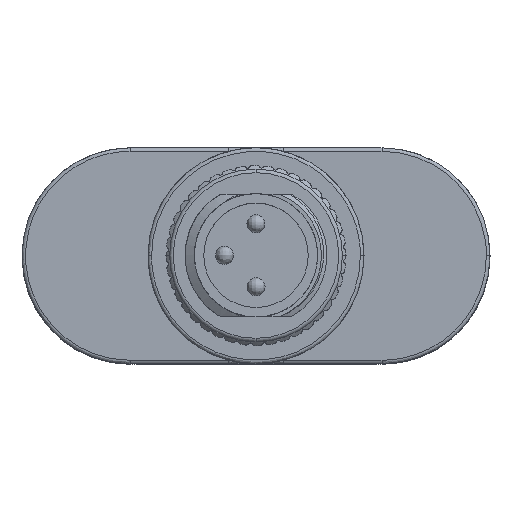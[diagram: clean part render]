
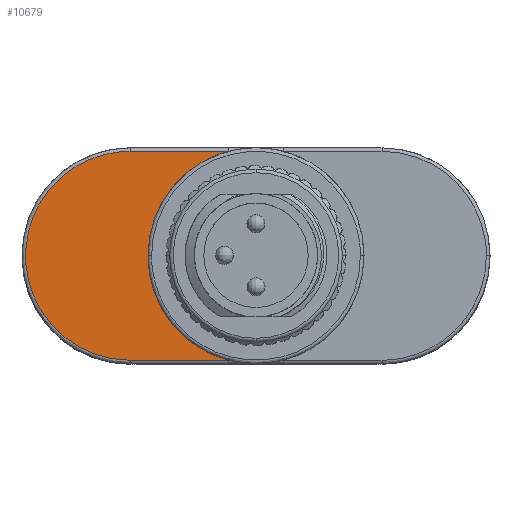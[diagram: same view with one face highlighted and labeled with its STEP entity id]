
A CAD part, top view. The second image highlights one B-rep face of the part: STEP entity #10679.
In plain terms, the highlighted planar face has unit normal (0, 0, 1).
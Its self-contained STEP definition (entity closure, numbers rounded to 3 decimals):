
#296 = EDGE_CURVE ( 'NONE', #59323, #32256, #61929, .T. ) ;
#4382 = EDGE_CURVE ( 'NONE', #63037, #20284, #49819, .T. ) ;
#8950 = DIRECTION ( 'NONE',  ( 1., 0., 0. ) ) ;
#9113 = CARTESIAN_POINT ( 'NONE',  ( -8.014, -3.679, 6. ) ) ;
#10569 = LINE ( 'NONE', #39280, #49289 ) ;
#10679 = ADVANCED_FACE ( 'NONE', ( #15264 ), #54018, .T. ) ;
#11611 = ORIENTED_EDGE ( 'NONE', *, *, #36294, .F. ) ;
#15264 = FACE_OUTER_BOUND ( 'NONE', #23492, .T. ) ;
#16531 = EDGE_CURVE ( 'NONE', #31534, #59323, #64135, .T. ) ;
#19507 = AXIS2_PLACEMENT_3D ( 'NONE', #59079, #28918, #64094 ) ;
#20284 = VERTEX_POINT ( 'NONE', #55834 ) ;
#22464 = CARTESIAN_POINT ( 'NONE',  ( -2.55, -3.679, 6. ) ) ;
#23492 = EDGE_LOOP ( 'NONE', ( #26422, #11611, #27240, #64112, #39413 ) ) ;
#26422 = ORIENTED_EDGE ( 'NONE', *, *, #4382, .F. ) ;
#27240 = ORIENTED_EDGE ( 'NONE', *, *, #296, .F. ) ;
#28085 = DIRECTION ( 'NONE',  ( 0., 0., 1. ) ) ;
#28918 = DIRECTION ( 'NONE',  ( 0., 0., 1. ) ) ;
#31534 = VERTEX_POINT ( 'NONE', #22464 ) ;
#32256 = VERTEX_POINT ( 'NONE', #57135 ) ;
#34590 = CARTESIAN_POINT ( 'NONE',  ( -8.014, -3.679, 6. ) ) ;
#36294 = EDGE_CURVE ( 'NONE', #32256, #63037, #10569, .T. ) ;
#39280 = CARTESIAN_POINT ( 'NONE',  ( -8.014, 7.921, 6. ) ) ;
#39413 = ORIENTED_EDGE ( 'NONE', *, *, #55545, .F. ) ;
#49289 = VECTOR ( 'NONE', #8950, 1000. ) ;
#49754 = DIRECTION ( 'NONE',  ( -1., 0., 0. ) ) ;
#49819 = CIRCLE ( 'NONE', #53641, 6. ) ;
#50102 = CIRCLE ( 'NONE', #55485, 6. ) ;
#50807 = VECTOR ( 'NONE', #49754, 1000. ) ;
#53641 = AXIS2_PLACEMENT_3D ( 'NONE', #56136, #56059, #56011 ) ;
#54018 = PLANE ( 'NONE',  #19507 ) ;
#55485 = AXIS2_PLACEMENT_3D ( 'NONE', #58231, #28085, #63271 ) ;
#55545 = EDGE_CURVE ( 'NONE', #20284, #31534, #50102, .T. ) ;
#55834 = CARTESIAN_POINT ( 'NONE',  ( -7.014, 2.121, 6. ) ) ;
#55877 = CARTESIAN_POINT ( 'NONE',  ( -8.014, 7.921, 6. ) ) ;
#56011 = DIRECTION ( 'NONE',  ( -1., 0., 0. ) ) ;
#56059 = DIRECTION ( 'NONE',  ( 0., 0., 1. ) ) ;
#56085 = CARTESIAN_POINT ( 'NONE',  ( -8.014, -3.679, 6. ) ) ;
#56136 = CARTESIAN_POINT ( 'NONE',  ( -1.014, 2.121, 6. ) ) ;
#57135 = CARTESIAN_POINT ( 'NONE',  ( -8.014, 7.921, 6. ) ) ;
#57146 = CARTESIAN_POINT ( 'NONE',  ( -19.614, -3.679, 6. ) ) ;
#57354 = CARTESIAN_POINT ( 'NONE',  ( -19.614, 7.921, 6. ) ) ;
#58231 = CARTESIAN_POINT ( 'NONE',  ( -1.014, 2.121, 6. ) ) ;
#59079 = CARTESIAN_POINT ( 'NONE',  ( -8.014, 2.121, 6. ) ) ;
#59323 = VERTEX_POINT ( 'NONE', #9113 ) ;
#60126 = CARTESIAN_POINT ( 'NONE',  ( -2.55, 7.921, 6. ) ) ;
#61929 =( BOUNDED_CURVE ( )  B_SPLINE_CURVE ( 3, ( #56085, #57146, #57354, #55877 ),
 .UNSPECIFIED., .F., .T. ) 
 B_SPLINE_CURVE_WITH_KNOTS ( ( 4, 4 ),
 ( 0., 1. ),
 .UNSPECIFIED. ) 
 CURVE ( )  GEOMETRIC_REPRESENTATION_ITEM ( )  RATIONAL_B_SPLINE_CURVE ( ( 1., 0.333, 0.333, 1. ) ) 
 REPRESENTATION_ITEM ( '' )  );
#63037 = VERTEX_POINT ( 'NONE', #60126 ) ;
#63271 = DIRECTION ( 'NONE',  ( -1., 0., 0. ) ) ;
#64094 = DIRECTION ( 'NONE',  ( 1., 0., 0. ) ) ;
#64112 = ORIENTED_EDGE ( 'NONE', *, *, #16531, .F. ) ;
#64135 = LINE ( 'NONE', #34590, #50807 ) ;
